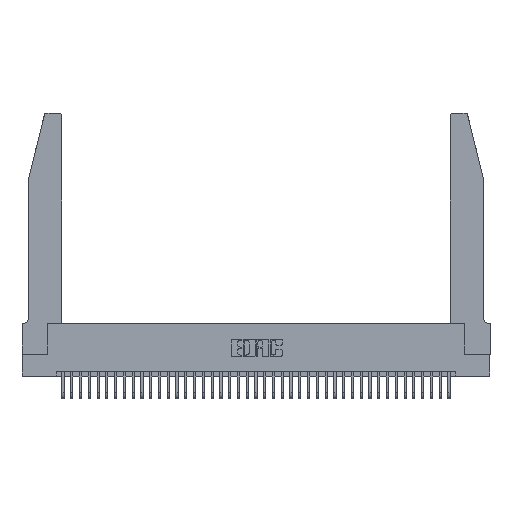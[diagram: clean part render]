
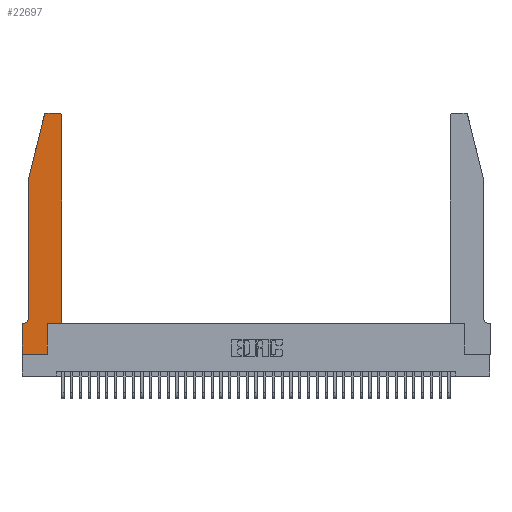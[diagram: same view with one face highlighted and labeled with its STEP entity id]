
A CAD part, top view. The second image highlights one B-rep face of the part: STEP entity #22697.
In plain terms, the highlighted planar face has unit normal (0, 0, 1).
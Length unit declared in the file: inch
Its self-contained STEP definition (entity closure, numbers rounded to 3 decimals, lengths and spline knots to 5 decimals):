
#971 = AXIS2_PLACEMENT_3D ( 'NONE', #14315, #29937, #23531 ) ;
#1167 = VECTOR ( 'NONE', #10303, 39.37008 ) ;
#1239 = CARTESIAN_POINT ( 'NONE',  ( 0.4505, 0.35, 0.37 ) ) ;
#2041 = DIRECTION ( 'NONE',  ( -1., 0., 0. ) ) ;
#2220 = ORIENTED_EDGE ( 'NONE', *, *, #37270, .T. ) ;
#3030 = CARTESIAN_POINT ( 'NONE',  ( 0.4505, 2.72, 0.37 ) ) ;
#3124 = VERTEX_POINT ( 'NONE', #32256 ) ;
#3203 = DIRECTION ( 'NONE',  ( 0., 1., 0. ) ) ;
#3508 = CARTESIAN_POINT ( 'NONE',  ( 0., 0., 0.37 ) ) ;
#3566 = DIRECTION ( 'NONE',  ( 0., 0., 1. ) ) ;
#3608 = ORIENTED_EDGE ( 'NONE', *, *, #35188, .T. ) ;
#3796 = VERTEX_POINT ( 'NONE', #15385 ) ;
#4144 = ORIENTED_EDGE ( 'NONE', *, *, #20078, .T. ) ;
#4377 = LINE ( 'NONE', #38144, #5865 ) ;
#4962 = CARTESIAN_POINT ( 'NONE',  ( 0.0755, 2., 0.37 ) ) ;
#5865 = VECTOR ( 'NONE', #31198, 39.37008 ) ;
#6164 = DIRECTION ( 'NONE',  ( -0.239, -0.971, 0. ) ) ;
#7379 = EDGE_LOOP ( 'NONE', ( #2220, #17098, #22348, #31898, #11810, #26829, #4144, #31114, #25966, #15679, #38108, #3608 ) ) ;
#8514 = CARTESIAN_POINT ( 'NONE',  ( 0., 0., 0.37 ) ) ;
#9128 = LINE ( 'NONE', #1239, #1167 ) ;
#9210 = VERTEX_POINT ( 'NONE', #23873 ) ;
#9401 = VECTOR ( 'NONE', #26168, 39.37008 ) ;
#9997 = VERTEX_POINT ( 'NONE', #36061 ) ;
#10238 = CIRCLE ( 'NONE', #36885, 0.03 ) ;
#10250 = EDGE_CURVE ( 'NONE', #38683, #37546, #9128, .T. ) ;
#10303 = DIRECTION ( 'NONE',  ( 0., 1., 0. ) ) ;
#11428 = LINE ( 'NONE', #15274, #35840 ) ;
#11810 = ORIENTED_EDGE ( 'NONE', *, *, #20356, .T. ) ;
#12120 = CARTESIAN_POINT ( 'NONE',  ( 0.4205, 2.72, 0.37 ) ) ;
#12408 = CARTESIAN_POINT ( 'NONE',  ( 0.0055, 0.35, 0.37 ) ) ;
#12879 = DIRECTION ( 'NONE',  ( 1., 0., 0. ) ) ;
#13994 = FACE_OUTER_BOUND ( 'NONE', #7379, .T. ) ;
#14315 = CARTESIAN_POINT ( 'NONE',  ( 0.0055, 0.42, 0.37 ) ) ;
#15274 = CARTESIAN_POINT ( 'NONE',  ( 0.2865, 0.35, 0.37 ) ) ;
#15275 = CARTESIAN_POINT ( 'NONE',  ( 0.0755, 0.35, 0.37 ) ) ;
#15385 = CARTESIAN_POINT ( 'NONE',  ( 0., 0.35, 0.37 ) ) ;
#15414 = DIRECTION ( 'NONE',  ( -1., 0., 0. ) ) ;
#15679 = ORIENTED_EDGE ( 'NONE', *, *, #19621, .T. ) ;
#15748 = DIRECTION ( 'NONE',  ( 0., 0., 1. ) ) ;
#16612 = CARTESIAN_POINT ( 'NONE',  ( 0., 0.35, 0.37 ) ) ;
#16771 = VECTOR ( 'NONE', #22252, 39.37008 ) ;
#17098 = ORIENTED_EDGE ( 'NONE', *, *, #40605, .T. ) ;
#17670 = VECTOR ( 'NONE', #6164, 39.37008 ) ;
#17793 = CARTESIAN_POINT ( 'NONE',  ( 0.2605, 2.75, 0.37 ) ) ;
#17804 = LINE ( 'NONE', #8514, #16771 ) ;
#18720 = DIRECTION ( 'NONE',  ( 1., 0., 0. ) ) ;
#18890 = CARTESIAN_POINT ( 'NONE',  ( 0.0755, 2., 0.37 ) ) ;
#19006 = VERTEX_POINT ( 'NONE', #28445 ) ;
#19621 = EDGE_CURVE ( 'NONE', #24061, #38683, #4377, .T. ) ;
#19628 = EDGE_CURVE ( 'NONE', #36275, #3796, #41264, .T. ) ;
#20078 = EDGE_CURVE ( 'NONE', #3796, #38173, #17804, .T. ) ;
#20356 = EDGE_CURVE ( 'NONE', #19006, #36275, #39245, .T. ) ;
#22164 = LINE ( 'NONE', #18890, #17670 ) ;
#22252 = DIRECTION ( 'NONE',  ( 0., -1., 0. ) ) ;
#22348 = ORIENTED_EDGE ( 'NONE', *, *, #32418, .T. ) ;
#22697 = ADVANCED_FACE ( 'NONE', ( #13994 ), #35440, .T. ) ;
#23064 = DIRECTION ( 'NONE',  ( 1., 0., 0. ) ) ;
#23311 = EDGE_CURVE ( 'NONE', #32116, #19006, #37890, .T. ) ;
#23348 = EDGE_CURVE ( 'NONE', #9997, #24061, #11428, .T. ) ;
#23531 = DIRECTION ( 'NONE',  ( -1., 0., 0. ) ) ;
#23873 = CARTESIAN_POINT ( 'NONE',  ( 0.4205, 2.75, 0.37 ) ) ;
#24061 = VERTEX_POINT ( 'NONE', #38882 ) ;
#24442 = DIRECTION ( 'NONE',  ( 0., -1., 0. ) ) ;
#25107 = VECTOR ( 'NONE', #2041, 39.37008 ) ;
#25859 = LINE ( 'NONE', #36212, #9401 ) ;
#25966 = ORIENTED_EDGE ( 'NONE', *, *, #23348, .T. ) ;
#25970 = DIRECTION ( 'NONE',  ( 0., 0., 1. ) ) ;
#26168 = DIRECTION ( 'NONE',  ( 1., 0., 0. ) ) ;
#26829 = ORIENTED_EDGE ( 'NONE', *, *, #19628, .T. ) ;
#27430 = CARTESIAN_POINT ( 'NONE',  ( 0.4505, 0.35, 0.37 ) ) ;
#28313 = AXIS2_PLACEMENT_3D ( 'NONE', #16612, #25970, #23064 ) ;
#28445 = CARTESIAN_POINT ( 'NONE',  ( 0.0755, 0.42, 0.37 ) ) ;
#29384 = VECTOR ( 'NONE', #24442, 39.37008 ) ;
#29937 = DIRECTION ( 'NONE',  ( 0., 0., -1. ) ) ;
#31114 = ORIENTED_EDGE ( 'NONE', *, *, #39928, .T. ) ;
#31198 = DIRECTION ( 'NONE',  ( 1., 0., 0. ) ) ;
#31898 = ORIENTED_EDGE ( 'NONE', *, *, #23311, .T. ) ;
#32036 = CARTESIAN_POINT ( 'NONE',  ( 0.284, 2.72, 0.37 ) ) ;
#32116 = VERTEX_POINT ( 'NONE', #4962 ) ;
#32256 = CARTESIAN_POINT ( 'NONE',  ( 0.284, 2.75, 0.37 ) ) ;
#32418 = EDGE_CURVE ( 'NONE', #38286, #32116, #22164, .T. ) ;
#33100 = LINE ( 'NONE', #17793, #25107 ) ;
#35188 = EDGE_CURVE ( 'NONE', #37546, #9210, #10238, .T. ) ;
#35262 = CARTESIAN_POINT ( 'NONE',  ( 0.25487, 2.72718, 0.37 ) ) ;
#35440 = PLANE ( 'NONE',  #28313 ) ;
#35840 = VECTOR ( 'NONE', #3203, 39.37008 ) ;
#36061 = CARTESIAN_POINT ( 'NONE',  ( 0.2865, 0., 0.37 ) ) ;
#36212 = CARTESIAN_POINT ( 'NONE',  ( 0., 0., 0.37 ) ) ;
#36275 = VERTEX_POINT ( 'NONE', #12408 ) ;
#36885 = AXIS2_PLACEMENT_3D ( 'NONE', #12120, #15748, #18720 ) ;
#36991 = CARTESIAN_POINT ( 'NONE',  ( 0.0755, 2., 0.37 ) ) ;
#37270 = EDGE_CURVE ( 'NONE', #9210, #3124, #33100, .T. ) ;
#37546 = VERTEX_POINT ( 'NONE', #3030 ) ;
#37890 = LINE ( 'NONE', #36991, #29384 ) ;
#38108 = ORIENTED_EDGE ( 'NONE', *, *, #10250, .T. ) ;
#38144 = CARTESIAN_POINT ( 'NONE',  ( 0.4505, 0.35, 0.37 ) ) ;
#38173 = VERTEX_POINT ( 'NONE', #3508 ) ;
#38286 = VERTEX_POINT ( 'NONE', #35262 ) ;
#38683 = VERTEX_POINT ( 'NONE', #27430 ) ;
#38882 = CARTESIAN_POINT ( 'NONE',  ( 0.2865, 0.35, 0.37 ) ) ;
#39131 = AXIS2_PLACEMENT_3D ( 'NONE', #32036, #3566, #12879 ) ;
#39245 = CIRCLE ( 'NONE', #971, 0.07 ) ;
#39928 = EDGE_CURVE ( 'NONE', #38173, #9997, #25859, .T. ) ;
#40605 = EDGE_CURVE ( 'NONE', #3124, #38286, #41319, .T. ) ;
#41264 = LINE ( 'NONE', #15275, #41315 ) ;
#41315 = VECTOR ( 'NONE', #15414, 39.37008 ) ;
#41319 = CIRCLE ( 'NONE', #39131, 0.03 ) ;
